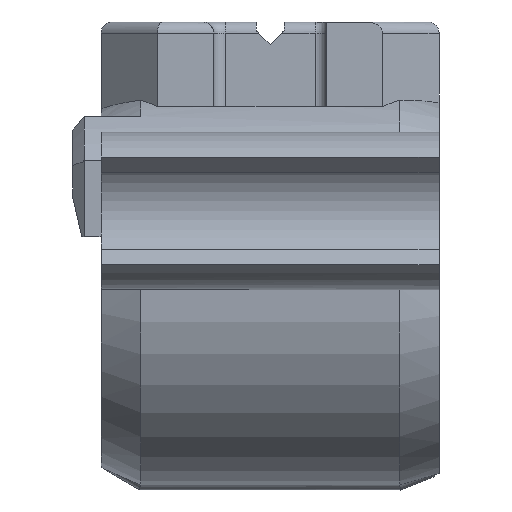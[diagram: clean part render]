
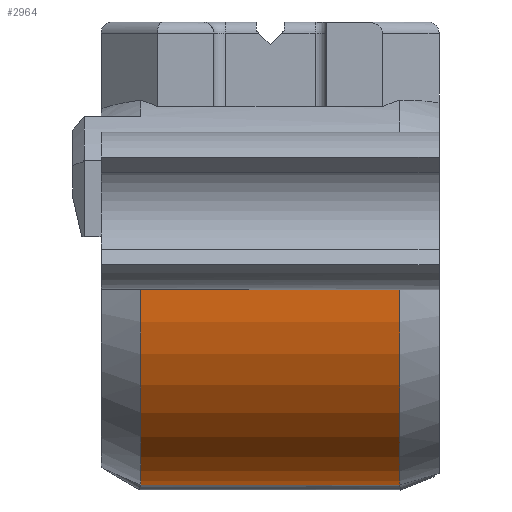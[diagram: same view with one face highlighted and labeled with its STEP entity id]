
A CAD part, left-side view. The second image highlights one B-rep face of the part: STEP entity #2964.
In plain terms, the highlighted cylindrical face has radius 7 mm (diameter 14 mm), a partial arc.
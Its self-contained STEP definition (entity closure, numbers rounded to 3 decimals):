
#60=CYLINDRICAL_SURFACE('',#3250,7.);
#288=CIRCLE('',#3247,7.);
#289=CIRCLE('',#3251,7.);
#470=FACE_OUTER_BOUND('',#649,.T.);
#649=EDGE_LOOP('',(#2399,#2400,#2401,#2402));
#881=LINE('',#4986,#1092);
#883=LINE('',#5011,#1094);
#1092=VECTOR('',#3953,10.);
#1094=VECTOR('',#3969,10.);
#1338=VERTEX_POINT('',#4977);
#1339=VERTEX_POINT('',#4984);
#1340=VERTEX_POINT('',#4993);
#1341=VERTEX_POINT('',#5009);
#1719=EDGE_CURVE('',#1339,#1338,#881,.T.);
#1721=EDGE_CURVE('',#1338,#1340,#288,.T.);
#1725=EDGE_CURVE('',#1341,#1339,#289,.T.);
#1726=EDGE_CURVE('',#1341,#1340,#883,.T.);
#2399=ORIENTED_EDGE('',*,*,#1721,.F.);
#2400=ORIENTED_EDGE('',*,*,#1719,.F.);
#2401=ORIENTED_EDGE('',*,*,#1725,.F.);
#2402=ORIENTED_EDGE('',*,*,#1726,.T.);
#2964=ADVANCED_FACE('',(#470),#60,.T.);
#3247=AXIS2_PLACEMENT_3D('',#4994,#3958,#3959);
#3250=AXIS2_PLACEMENT_3D('',#5008,#3965,#3966);
#3251=AXIS2_PLACEMENT_3D('',#5010,#3967,#3968);
#3953=DIRECTION('',(0.,1.,0.));
#3958=DIRECTION('center_axis',(0.,1.,0.));
#3959=DIRECTION('ref_axis',(-0.906,0.,0.423));
#3965=DIRECTION('center_axis',(0.,1.,0.));
#3966=DIRECTION('ref_axis',(0.906,0.,-0.423));
#3967=DIRECTION('center_axis',(0.,-1.,0.));
#3968=DIRECTION('ref_axis',(-0.906,0.,0.423));
#3969=DIRECTION('',(0.,1.,0.));
#4977=CARTESIAN_POINT('',(2.142,10.6,-6.664));
#4984=CARTESIAN_POINT('',(2.142,1.4,-6.664));
#4986=CARTESIAN_POINT('',(2.142,0.,-6.664));
#4993=CARTESIAN_POINT('',(-7.,10.6,-0.02));
#4994=CARTESIAN_POINT('Origin',(0.,10.6,0.));
#5008=CARTESIAN_POINT('Origin',(0.,0.,0.));
#5009=CARTESIAN_POINT('',(-7.,1.4,-0.02));
#5010=CARTESIAN_POINT('Origin',(0.,1.4,0.));
#5011=CARTESIAN_POINT('',(-7.,0.,-0.02));
